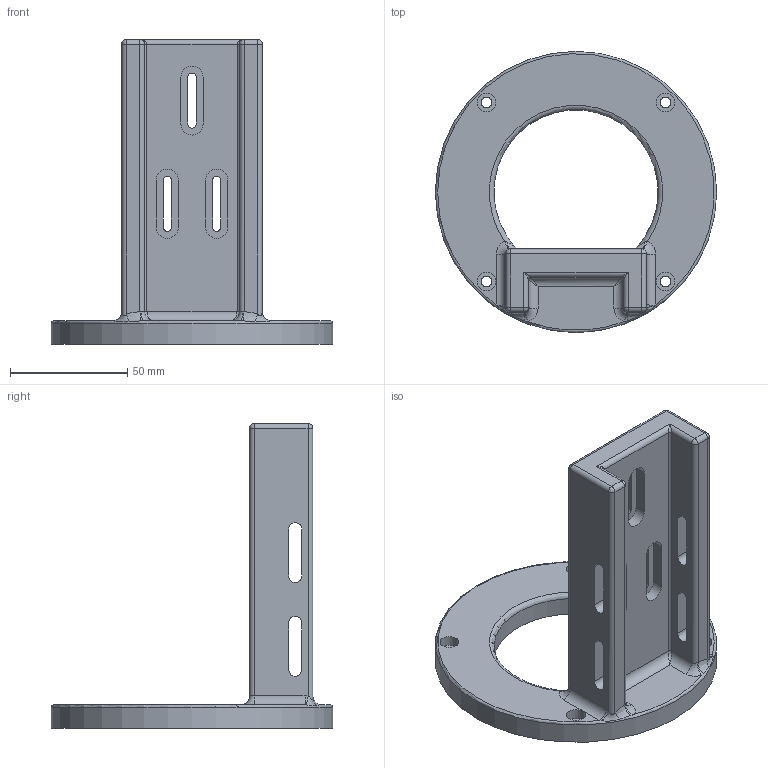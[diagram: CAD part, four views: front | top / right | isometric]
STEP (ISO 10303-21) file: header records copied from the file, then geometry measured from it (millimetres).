
FILE_DESCRIPTION(/* description */ (''),/* implementation_level */ '2;1');
FILE_NAME(/* name */ 'Drzak_svetlo_VMR_11566W_v2.stp',/* time_stamp */ '2025-01-21T09:17:50+01:00',/* author */ ('lisnik'),/* organization */ (''),/* preprocessor_version */ 'ST-DEVELOPER v19',/* originating_system */ 'Autodesk Inventor 2023',/* authorisation */ '');
FILE_SCHEMA (('AUTOMOTIVE_DESIGN { 1 0 10303 214 3 1 1 }'));
Length unit declared in the file: millimetre
Products named in the file (1): Drzak_svetlo_VMR_11566W_v2
Bounding box: 120 x 120 x 130 mm (x, y, z)
Volume: 187338.1 mm3; surface area: 48071.9 mm2
Topology: 1 solids, 1 shells, 120 faces, 289 edges, 173 vertices
Faces by surface type: cylinder 53, plane 39, bspline 16, torus 6, sphere 6
Full cylindrical faces by diameter (mm): 4.5 x4, 8 x4, 120 x1
Entity records: 4109 total; most frequent: CARTESIAN_POINT 1247, DIRECTION 596, ORIENTED_EDGE 570, EDGE_CURVE 285, AXIS2_PLACEMENT_3D 230, VERTEX_POINT 173, EDGE_LOOP 150, LINE 136
